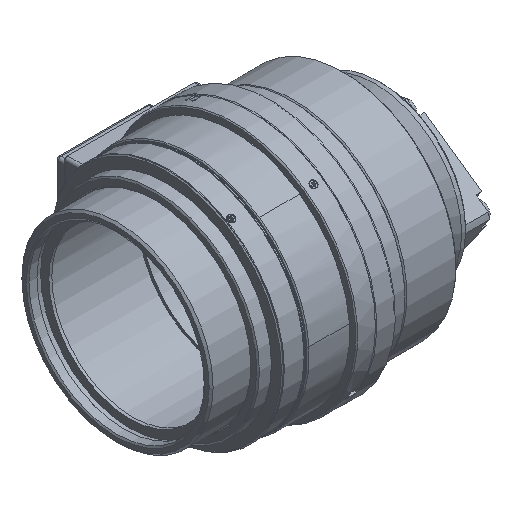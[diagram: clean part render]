
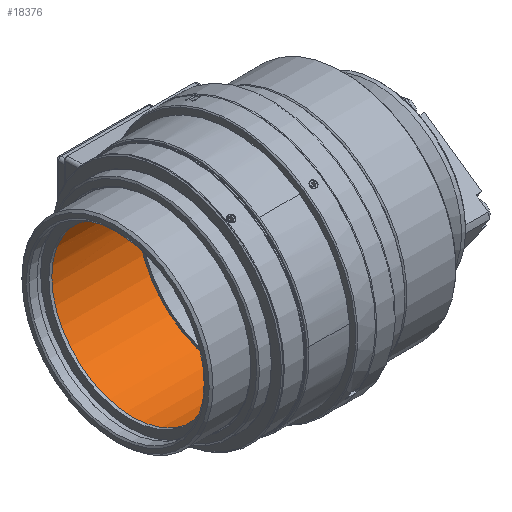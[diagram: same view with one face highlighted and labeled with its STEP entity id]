
A CAD part, isometric view. The second image highlights one B-rep face of the part: STEP entity #18376.
In plain terms, the highlighted cylindrical face has radius 23.26 mm (diameter 46.52 mm), a full revolution.
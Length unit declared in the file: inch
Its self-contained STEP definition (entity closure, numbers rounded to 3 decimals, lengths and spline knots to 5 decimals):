
#128=B_SPLINE_CURVE_WITH_KNOTS('',3,(#27032,#27033,#27034,#27035,#27036,
#27037,#27038,#27039,#27040,#27041),.UNSPECIFIED.,.F.,.F.,(4,2,2,2,4),(0.,
0.03206,0.06411,0.09617,0.12822),
 .UNSPECIFIED.);
#129=B_SPLINE_CURVE_WITH_KNOTS('',3,(#27042,#27043,#27044,#27045,#27046,
#27047,#27048,#27049,#27050,#27051,#27052,#27053,#27054,#27055,#27056,#27057,
#27058,#27059,#27060,#27061,#27062,#27063,#27064,#27065,#27066,#27067),
 .UNSPECIFIED.,.F.,.F.,(4,2,2,2,2,2,2,2,2,2,2,2,4),(0.12822,0.16028,
0.19233,0.22439,0.25644,0.2885,
0.32055,0.35261,0.38466,0.41672,
0.44877,0.48083,0.51289),.UNSPECIFIED.);
#378=FACE_BOUND('',#2786,.T.);
#588=CYLINDRICAL_SURFACE('',#19581,0.91575);
#913=CIRCLE('',#19558,0.91575);
#914=CIRCLE('',#19559,0.91575);
#917=CIRCLE('',#19563,0.91575);
#918=CIRCLE('',#19564,0.91575);
#1776=FACE_OUTER_BOUND('',#2785,.T.);
#2785=EDGE_LOOP('',(#12524,#12525,#12526,#12527,#12528,#12529));
#2786=EDGE_LOOP('',(#12530,#12531));
#4097=LINE('',#27029,#5717);
#5717=VECTOR('',#22042,0.91575);
#7367=VERTEX_POINT('',#26975);
#7368=VERTEX_POINT('',#26976);
#7371=VERTEX_POINT('',#26984);
#7372=VERTEX_POINT('',#26985);
#7389=VERTEX_POINT('',#27030);
#7390=VERTEX_POINT('',#27031);
#9324=EDGE_CURVE('',#7367,#7368,#913,.T.);
#9325=EDGE_CURVE('',#7368,#7367,#914,.T.);
#9328=EDGE_CURVE('',#7371,#7372,#917,.T.);
#9329=EDGE_CURVE('',#7372,#7371,#918,.T.);
#9350=EDGE_CURVE('',#7372,#7368,#4097,.T.);
#9351=EDGE_CURVE('',#7389,#7390,#128,.T.);
#9352=EDGE_CURVE('',#7390,#7389,#129,.T.);
#12524=ORIENTED_EDGE('',*,*,#9328,.T.);
#12525=ORIENTED_EDGE('',*,*,#9350,.T.);
#12526=ORIENTED_EDGE('',*,*,#9324,.F.);
#12527=ORIENTED_EDGE('',*,*,#9325,.F.);
#12528=ORIENTED_EDGE('',*,*,#9350,.F.);
#12529=ORIENTED_EDGE('',*,*,#9329,.T.);
#12530=ORIENTED_EDGE('',*,*,#9351,.T.);
#12531=ORIENTED_EDGE('',*,*,#9352,.T.);
#18376=ADVANCED_FACE('',(#1776,#378),#588,.F.);
#19558=AXIS2_PLACEMENT_3D('',#26977,#21986,#21987);
#19559=AXIS2_PLACEMENT_3D('',#26978,#21988,#21989);
#19563=AXIS2_PLACEMENT_3D('',#26986,#21996,#21997);
#19564=AXIS2_PLACEMENT_3D('',#26987,#21998,#21999);
#19581=AXIS2_PLACEMENT_3D('',#27028,#22040,#22041);
#21986=DIRECTION('center_axis',(1.,0.,0.));
#21987=DIRECTION('ref_axis',(0.,0.,
-1.));
#21988=DIRECTION('center_axis',(1.,0.,0.));
#21989=DIRECTION('ref_axis',(0.,0.,
-1.));
#21996=DIRECTION('center_axis',(1.,0.,0.));
#21997=DIRECTION('ref_axis',(0.,0.,
-1.));
#21998=DIRECTION('center_axis',(1.,0.,0.));
#21999=DIRECTION('ref_axis',(0.,0.,
-1.));
#22040=DIRECTION('center_axis',(1.,0.,0.));
#22041=DIRECTION('ref_axis',(0.,1.,0.));
#22042=DIRECTION('',(-1.,0.,0.));
#26975=CARTESIAN_POINT('',(-1.27649,0.91575,0.));
#26976=CARTESIAN_POINT('',(-1.27649,-0.91575,0.));
#26977=CARTESIAN_POINT('Origin',(-1.27649,0.,
0.));
#26978=CARTESIAN_POINT('Origin',(-1.27649,0.,
0.));
#26984=CARTESIAN_POINT('',(0.14851,0.91575,0.));
#26985=CARTESIAN_POINT('',(0.14851,-0.91575,0.));
#26986=CARTESIAN_POINT('Origin',(0.14851,0.,
0.));
#26987=CARTESIAN_POINT('Origin',(0.14851,0.,
0.));
#27028=CARTESIAN_POINT('Origin',(-0.56399,0.,
0.));
#27029=CARTESIAN_POINT('',(-0.56399,-0.91575,0.));
#27030=CARTESIAN_POINT('',(-0.27149,0.91514,0.0335));
#27031=CARTESIAN_POINT('',(-0.23799,0.91575,0.));
#27032=CARTESIAN_POINT('Ctrl Pts',(-0.27149,0.91514,
0.0335));
#27033=CARTESIAN_POINT('Ctrl Pts',(-0.26729,0.91514,
0.0335));
#27034=CARTESIAN_POINT('Ctrl Pts',(-0.2628,0.91517,
0.03266));
#27035=CARTESIAN_POINT('Ctrl Pts',(-0.25455,0.91528,
0.02924));
#27036=CARTESIAN_POINT('Ctrl Pts',(-0.25078,0.91537,
0.02666));
#27037=CARTESIAN_POINT('Ctrl Pts',(-0.24483,0.91552,
0.02071));
#27038=CARTESIAN_POINT('Ctrl Pts',(-0.24225,0.9156,
0.01695));
#27039=CARTESIAN_POINT('Ctrl Pts',(-0.23883,0.91572,
0.00869));
#27040=CARTESIAN_POINT('Ctrl Pts',(-0.23799,0.91575,0.00421));
#27041=CARTESIAN_POINT('Ctrl Pts',(-0.23799,0.91575,0.));
#27042=CARTESIAN_POINT('Ctrl Pts',(-0.23799,0.91575,0.));
#27043=CARTESIAN_POINT('Ctrl Pts',(-0.23799,0.91575,-0.00421));
#27044=CARTESIAN_POINT('Ctrl Pts',(-0.23883,0.91572,
-0.00869));
#27045=CARTESIAN_POINT('Ctrl Pts',(-0.24225,0.9156,
-0.01695));
#27046=CARTESIAN_POINT('Ctrl Pts',(-0.24483,0.91552,
-0.02071));
#27047=CARTESIAN_POINT('Ctrl Pts',(-0.25078,0.91537,
-0.02666));
#27048=CARTESIAN_POINT('Ctrl Pts',(-0.25455,0.91528,
-0.02924));
#27049=CARTESIAN_POINT('Ctrl Pts',(-0.2628,0.91517,
-0.03266));
#27050=CARTESIAN_POINT('Ctrl Pts',(-0.26729,0.91514,
-0.0335));
#27051=CARTESIAN_POINT('Ctrl Pts',(-0.2757,0.91514,
-0.0335));
#27052=CARTESIAN_POINT('Ctrl Pts',(-0.28019,0.91517,
-0.03266));
#27053=CARTESIAN_POINT('Ctrl Pts',(-0.28844,0.91528,
-0.02924));
#27054=CARTESIAN_POINT('Ctrl Pts',(-0.29221,0.91537,
-0.02666));
#27055=CARTESIAN_POINT('Ctrl Pts',(-0.29816,0.91552,
-0.02071));
#27056=CARTESIAN_POINT('Ctrl Pts',(-0.30073,0.9156,
-0.01695));
#27057=CARTESIAN_POINT('Ctrl Pts',(-0.30415,0.91572,
-0.00869));
#27058=CARTESIAN_POINT('Ctrl Pts',(-0.30499,0.91575,-0.00421));
#27059=CARTESIAN_POINT('Ctrl Pts',(-0.30499,0.91575,0.00421));
#27060=CARTESIAN_POINT('Ctrl Pts',(-0.30415,0.91572,
0.00869));
#27061=CARTESIAN_POINT('Ctrl Pts',(-0.30073,0.9156,
0.01695));
#27062=CARTESIAN_POINT('Ctrl Pts',(-0.29816,0.91552,
0.02071));
#27063=CARTESIAN_POINT('Ctrl Pts',(-0.29221,0.91537,
0.02666));
#27064=CARTESIAN_POINT('Ctrl Pts',(-0.28844,0.91528,
0.02924));
#27065=CARTESIAN_POINT('Ctrl Pts',(-0.28019,0.91517,
0.03266));
#27066=CARTESIAN_POINT('Ctrl Pts',(-0.2757,0.91514,
0.0335));
#27067=CARTESIAN_POINT('Ctrl Pts',(-0.27149,0.91514,
0.0335));
